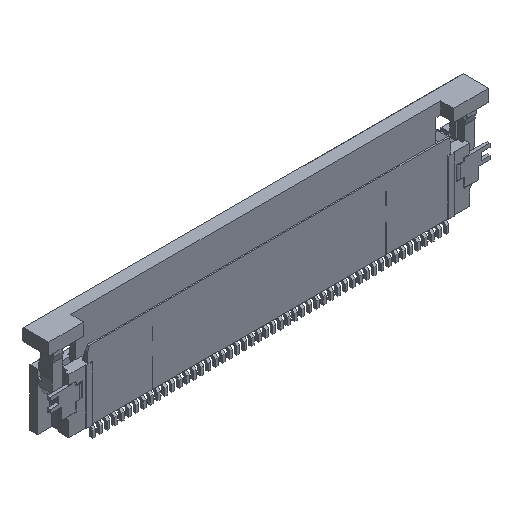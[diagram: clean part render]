
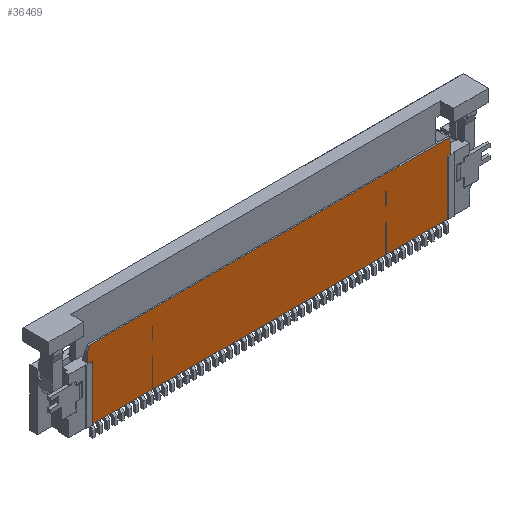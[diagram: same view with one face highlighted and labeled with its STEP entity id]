
A CAD part, isometric view. The second image highlights one B-rep face of the part: STEP entity #36469.
In plain terms, the highlighted planar face has unit normal (0, -1, 0).
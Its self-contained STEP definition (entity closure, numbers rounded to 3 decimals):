
#3183=DIRECTION('',(0.,0.,1.));
#3184=VECTOR('',#3183,0.85);
#3185=CARTESIAN_POINT('',(-8.075,0.06,3.1));
#3186=LINE('',#3185,#3184);
#3187=DIRECTION('',(-1.,0.,0.));
#3188=VECTOR('',#3187,0.05);
#3189=CARTESIAN_POINT('',(-8.075,0.06,3.95));
#3190=LINE('',#3189,#3188);
#3191=DIRECTION('',(0.,0.,-1.));
#3192=VECTOR('',#3191,0.85);
#3193=CARTESIAN_POINT('',(-8.125,0.06,3.95));
#3194=LINE('',#3193,#3192);
#3195=DIRECTION('',(1.,0.,0.));
#3196=VECTOR('',#3195,0.05);
#3197=CARTESIAN_POINT('',(-8.125,0.06,3.1));
#3198=LINE('',#3197,#3196);
#3199=DIRECTION('',(0.,0.,1.));
#3200=VECTOR('',#3199,1.95);
#3201=CARTESIAN_POINT('',(-8.125,0.06,0.15));
#3202=LINE('',#3201,#3200);
#3203=DIRECTION('',(0.,0.,-1.));
#3204=VECTOR('',#3203,3.8);
#3205=CARTESIAN_POINT('',(-12.325,0.06,3.95));
#3206=LINE('',#3205,#3204);
#3207=DIRECTION('',(1.,0.,0.));
#3208=VECTOR('',#3207,0.25);
#3209=CARTESIAN_POINT('',(-12.575,0.06,3.95));
#3210=LINE('',#3209,#3208);
#3211=DIRECTION('',(1.,0.,0.));
#3212=VECTOR('',#3211,0.2);
#3213=CARTESIAN_POINT('',(12.375,0.06,3.95));
#3214=LINE('',#3213,#3212);
#3215=DIRECTION('',(0.,0.,1.));
#3216=VECTOR('',#3215,3.8);
#3217=CARTESIAN_POINT('',(12.375,0.06,0.15));
#3218=LINE('',#3217,#3216);
#3219=DIRECTION('',(0.,0.,1.));
#3220=VECTOR('',#3219,1.95);
#3221=CARTESIAN_POINT('',(8.125,0.06,0.15));
#3222=LINE('',#3221,#3220);
#3223=DIRECTION('',(-1.,0.,0.));
#3224=VECTOR('',#3223,0.05);
#3225=CARTESIAN_POINT('',(8.125,0.06,2.1));
#3226=LINE('',#3225,#3224);
#3227=DIRECTION('',(0.,0.,1.));
#3228=VECTOR('',#3227,1.95);
#3229=CARTESIAN_POINT('',(8.075,0.06,0.15));
#3230=LINE('',#3229,#3228);
#3231=DIRECTION('',(0.,0.,1.));
#3232=VECTOR('',#3231,1.95);
#3233=CARTESIAN_POINT('',(-8.075,0.06,0.15));
#3234=LINE('',#3233,#3232);
#3235=DIRECTION('',(-1.,0.,0.));
#3236=VECTOR('',#3235,0.05);
#3237=CARTESIAN_POINT('',(-8.075,0.06,2.1));
#3238=LINE('',#3237,#3236);
#3239=DIRECTION('',(0.,0.,1.));
#3240=VECTOR('',#3239,0.85);
#3241=CARTESIAN_POINT('',(8.125,0.06,3.1));
#3242=LINE('',#3241,#3240);
#3243=DIRECTION('',(-1.,0.,0.));
#3244=VECTOR('',#3243,0.05);
#3245=CARTESIAN_POINT('',(8.125,0.06,3.95));
#3246=LINE('',#3245,#3244);
#3247=DIRECTION('',(0.,0.,-1.));
#3248=VECTOR('',#3247,0.85);
#3249=CARTESIAN_POINT('',(8.075,0.06,3.95));
#3250=LINE('',#3249,#3248);
#3251=DIRECTION('',(1.,0.,0.));
#3252=VECTOR('',#3251,0.05);
#3253=CARTESIAN_POINT('',(8.075,0.06,3.1));
#3254=LINE('',#3253,#3252);
#3451=DIRECTION('',(1.,0.,0.));
#3452=VECTOR('',#3451,16.15);
#3453=CARTESIAN_POINT('',(-8.075,0.06,0.15));
#3454=LINE('',#3453,#3452);
#3467=DIRECTION('',(1.,0.,0.));
#3468=VECTOR('',#3467,4.25);
#3469=CARTESIAN_POINT('',(8.125,0.06,0.15));
#3470=LINE('',#3469,#3468);
#4715=DIRECTION('',(1.,0.,0.));
#4716=VECTOR('',#4715,4.2);
#4717=CARTESIAN_POINT('',(-12.325,0.06,0.15));
#4718=LINE('',#4717,#4716);
#9090=DIRECTION('',(0.,0.,1.));
#9091=VECTOR('',#9090,0.7);
#9092=CARTESIAN_POINT('',(12.575,0.06,3.95));
#9093=LINE('',#9092,#9091);
#9102=DIRECTION('',(-0.275,0.,0.962));
#9103=VECTOR('',#9102,0.364);
#9104=CARTESIAN_POINT('',(12.575,0.06,4.65));
#9105=LINE('',#9104,#9103);
#9118=DIRECTION('',(1.,0.,0.));
#9119=VECTOR('',#9118,24.95);
#9120=CARTESIAN_POINT('',(-12.475,0.06,5.));
#9121=LINE('',#9120,#9119);
#9126=DIRECTION('',(0.275,0.,0.962));
#9127=VECTOR('',#9126,0.364);
#9128=CARTESIAN_POINT('',(-12.575,0.06,4.65));
#9129=LINE('',#9128,#9127);
#9142=DIRECTION('',(0.,0.,1.));
#9143=VECTOR('',#9142,0.7);
#9144=CARTESIAN_POINT('',(-12.575,0.06,3.95));
#9145=LINE('',#9144,#9143);
#29136=CARTESIAN_POINT('',(-12.475,0.06,5.));
#29137=CARTESIAN_POINT('',(12.475,0.06,5.));
#29138=VERTEX_POINT('',#29136);
#29139=VERTEX_POINT('',#29137);
#29140=CARTESIAN_POINT('',(-12.575,0.06,3.95));
#29141=CARTESIAN_POINT('',(-12.575,0.06,4.65));
#29142=VERTEX_POINT('',#29140);
#29143=VERTEX_POINT('',#29141);
#29144=CARTESIAN_POINT('',(12.575,0.06,3.95));
#29145=CARTESIAN_POINT('',(12.575,0.06,4.65));
#29146=VERTEX_POINT('',#29144);
#29147=VERTEX_POINT('',#29145);
#29156=CARTESIAN_POINT('',(12.375,0.06,0.15));
#29157=VERTEX_POINT('',#29156);
#29158=CARTESIAN_POINT('',(-12.325,0.06,0.15));
#29159=VERTEX_POINT('',#29158);
#29160=CARTESIAN_POINT('',(12.375,0.06,3.95));
#29161=VERTEX_POINT('',#29160);
#29162=CARTESIAN_POINT('',(-12.325,0.06,3.95));
#29163=VERTEX_POINT('',#29162);
#35366=CARTESIAN_POINT('',(-8.125,0.06,0.15));
#35367=VERTEX_POINT('',#35366);
#35368=CARTESIAN_POINT('',(-8.075,0.06,0.15));
#35369=VERTEX_POINT('',#35368);
#35370=CARTESIAN_POINT('',(8.075,0.06,0.15));
#35371=VERTEX_POINT('',#35370);
#35372=CARTESIAN_POINT('',(8.125,0.06,0.15));
#35373=VERTEX_POINT('',#35372);
#35374=CARTESIAN_POINT('',(-8.075,0.06,3.1));
#35375=CARTESIAN_POINT('',(-8.075,0.06,3.95));
#35376=VERTEX_POINT('',#35374);
#35377=VERTEX_POINT('',#35375);
#35378=CARTESIAN_POINT('',(-8.125,0.06,3.95));
#35379=CARTESIAN_POINT('',(-8.125,0.06,3.1));
#35380=VERTEX_POINT('',#35378);
#35381=VERTEX_POINT('',#35379);
#35382=CARTESIAN_POINT('',(-8.125,0.06,2.1));
#35383=VERTEX_POINT('',#35382);
#35384=CARTESIAN_POINT('',(-8.075,0.06,2.1));
#35385=VERTEX_POINT('',#35384);
#35386=CARTESIAN_POINT('',(8.125,0.06,3.1));
#35387=CARTESIAN_POINT('',(8.125,0.06,3.95));
#35388=VERTEX_POINT('',#35386);
#35389=VERTEX_POINT('',#35387);
#35390=CARTESIAN_POINT('',(8.075,0.06,3.95));
#35391=CARTESIAN_POINT('',(8.075,0.06,3.1));
#35392=VERTEX_POINT('',#35390);
#35393=VERTEX_POINT('',#35391);
#35394=CARTESIAN_POINT('',(8.075,0.06,2.1));
#35395=VERTEX_POINT('',#35394);
#35396=CARTESIAN_POINT('',(8.125,0.06,2.1));
#35397=VERTEX_POINT('',#35396);
#36406=CARTESIAN_POINT('',(0.,0.06,3.95));
#36407=DIRECTION('',(0.,-1.,0.));
#36408=DIRECTION('',(1.,0.,0.));
#36409=AXIS2_PLACEMENT_3D('',#36406,#36407,#36408);
#36410=PLANE('',#36409);
#36412=ORIENTED_EDGE('',*,*,#36411,.F.);
#36414=ORIENTED_EDGE('',*,*,#36413,.F.);
#36416=ORIENTED_EDGE('',*,*,#36415,.F.);
#36418=ORIENTED_EDGE('',*,*,#36417,.F.);
#36420=ORIENTED_EDGE('',*,*,#36419,.T.);
#36422=ORIENTED_EDGE('',*,*,#36421,.T.);
#36424=ORIENTED_EDGE('',*,*,#36423,.T.);
#36426=ORIENTED_EDGE('',*,*,#36425,.F.);
#36428=ORIENTED_EDGE('',*,*,#36427,.F.);
#36430=ORIENTED_EDGE('',*,*,#36429,.F.);
#36432=ORIENTED_EDGE('',*,*,#36431,.F.);
#36434=ORIENTED_EDGE('',*,*,#36433,.F.);
#36436=ORIENTED_EDGE('',*,*,#36435,.T.);
#36438=ORIENTED_EDGE('',*,*,#36437,.T.);
#36440=ORIENTED_EDGE('',*,*,#36439,.F.);
#36442=ORIENTED_EDGE('',*,*,#36441,.F.);
#36444=ORIENTED_EDGE('',*,*,#36443,.T.);
#36446=ORIENTED_EDGE('',*,*,#36445,.T.);
#36447=EDGE_LOOP('',(#36412,#36414,#36416,#36418,#36420,#36422,#36424,#36426,
#36428,#36430,#36432,#36434,#36436,#36438,#36440,#36442,#36444,#36446));
#36448=FACE_OUTER_BOUND('',#36447,.F.);
#36450=ORIENTED_EDGE('',*,*,#36449,.T.);
#36452=ORIENTED_EDGE('',*,*,#36451,.T.);
#36454=ORIENTED_EDGE('',*,*,#36453,.T.);
#36456=ORIENTED_EDGE('',*,*,#36455,.T.);
#36457=EDGE_LOOP('',(#36450,#36452,#36454,#36456));
#36458=FACE_BOUND('',#36457,.F.);
#36460=ORIENTED_EDGE('',*,*,#36459,.T.);
#36462=ORIENTED_EDGE('',*,*,#36461,.T.);
#36464=ORIENTED_EDGE('',*,*,#36463,.T.);
#36466=ORIENTED_EDGE('',*,*,#36465,.T.);
#36467=EDGE_LOOP('',(#36460,#36462,#36464,#36466));
#36468=FACE_BOUND('',#36467,.F.);
#36469=ADVANCED_FACE('',(#36448,#36458,#36468),#36410,.T.);
#36411=EDGE_CURVE('',#35367,#35383,#3202,.T.);
#36413=EDGE_CURVE('',#29159,#35367,#4718,.T.);
#36415=EDGE_CURVE('',#29163,#29159,#3206,.T.);
#36417=EDGE_CURVE('',#29142,#29163,#3210,.T.);
#36419=EDGE_CURVE('',#29142,#29143,#9145,.T.);
#36421=EDGE_CURVE('',#29143,#29138,#9129,.T.);
#36423=EDGE_CURVE('',#29138,#29139,#9121,.T.);
#36425=EDGE_CURVE('',#29147,#29139,#9105,.T.);
#36427=EDGE_CURVE('',#29146,#29147,#9093,.T.);
#36429=EDGE_CURVE('',#29161,#29146,#3214,.T.);
#36431=EDGE_CURVE('',#29157,#29161,#3218,.T.);
#36433=EDGE_CURVE('',#35373,#29157,#3470,.T.);
#36435=EDGE_CURVE('',#35373,#35397,#3222,.T.);
#36437=EDGE_CURVE('',#35397,#35395,#3226,.T.);
#36439=EDGE_CURVE('',#35371,#35395,#3230,.T.);
#36441=EDGE_CURVE('',#35369,#35371,#3454,.T.);
#36443=EDGE_CURVE('',#35369,#35385,#3234,.T.);
#36445=EDGE_CURVE('',#35385,#35383,#3238,.T.);
#36449=EDGE_CURVE('',#35376,#35377,#3186,.T.);
#36451=EDGE_CURVE('',#35377,#35380,#3190,.T.);
#36453=EDGE_CURVE('',#35380,#35381,#3194,.T.);
#36455=EDGE_CURVE('',#35381,#35376,#3198,.T.);
#36459=EDGE_CURVE('',#35388,#35389,#3242,.T.);
#36461=EDGE_CURVE('',#35389,#35392,#3246,.T.);
#36463=EDGE_CURVE('',#35392,#35393,#3250,.T.);
#36465=EDGE_CURVE('',#35393,#35388,#3254,.T.);
